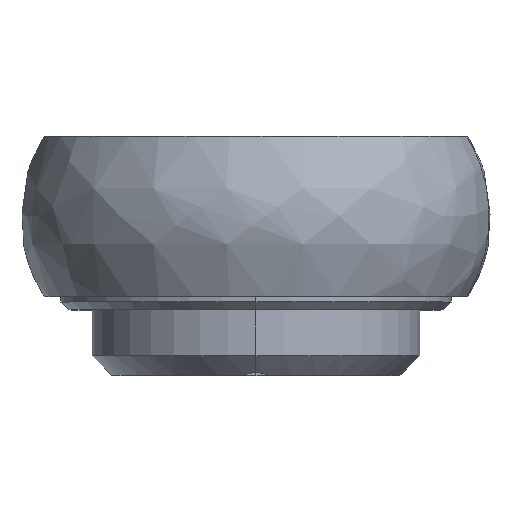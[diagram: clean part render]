
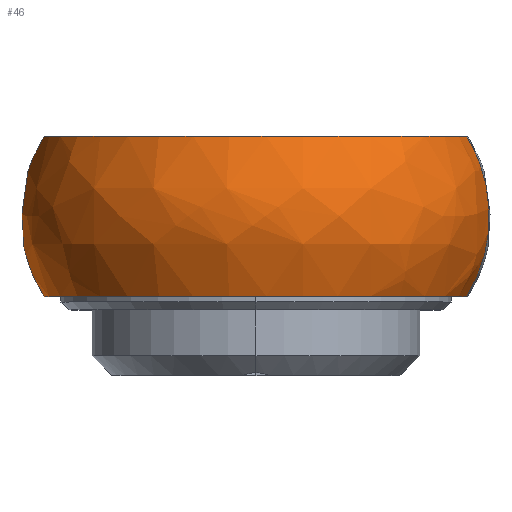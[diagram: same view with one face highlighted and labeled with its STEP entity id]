
A CAD part, top view. The second image highlights one B-rep face of the part: STEP entity #46.
In plain terms, the highlighted free-form (B-spline) face has degree [3, 3] with [4, 4] control points.
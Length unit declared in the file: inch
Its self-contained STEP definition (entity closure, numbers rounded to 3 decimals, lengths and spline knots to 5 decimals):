
#46 = ADVANCED_FACE ( 'NONE', ( #14315 ), #14272, .T. ) ;
#517 = CARTESIAN_POINT ( 'NONE',  ( 0.91802, -0.12361, 0.11703 ) ) ;
#621 = VERTEX_POINT ( 'NONE', #13073 ) ;
#761 = CARTESIAN_POINT ( 'NONE',  ( 0.91802, 0.12361, 0.11703 ) ) ;
#1066 = EDGE_CURVE ( 'NONE', #8325, #10217, #13039, .T. ) ;
#1079 = AXIS2_PLACEMENT_3D ( 'NONE', #14558, #9651, #7140 ) ;
#1786 = CARTESIAN_POINT ( 'NONE',  ( 0.59773, -0.305, 1.70684 ) ) ;
#2091 = ORIENTED_EDGE ( 'NONE', *, *, #1066, .F. ) ;
#3149 = EDGE_CURVE ( 'NONE', #14682, #8325, #6590, .T. ) ;
#4086 = CARTESIAN_POINT ( 'NONE',  ( -1.00683, -0.305, 1.50229 ) ) ;
#4131 = CARTESIAN_POINT ( 'NONE',  ( -0.91802, 0.12361, -0.11703 ) ) ;
#4265 = CARTESIAN_POINT ( 'NONE',  ( -0.91802, -0.12361, -0.11703 ) ) ;
#4656 = CARTESIAN_POINT ( 'NONE',  ( 0.80228, -0.305, 0.10228 ) ) ;
#5329 = DIRECTION ( 'NONE',  ( 0.126, 0., -0.992 ) ) ;
#5393 = CARTESIAN_POINT ( 'NONE',  ( 0.80228, 0.305, 0.10228 ) ) ;
#5436 = CARTESIAN_POINT ( 'NONE',  ( 0.91802, 0.12361, 0.11703 ) ) ;
#5693 = CARTESIAN_POINT ( 'NONE',  ( 0.91802, -0.12361, 0.11703 ) ) ;
#5728 = CARTESIAN_POINT ( 'NONE',  ( 0.80228, -0.305, 0.10228 ) ) ;
#5749 = CARTESIAN_POINT ( 'NONE',  ( 0.80228, -0.305, 0.10228 ) ) ;
#6523 = CARTESIAN_POINT ( 'NONE',  ( 0.68396, -0.12361, 1.95306 ) ) ;
#6590 = CIRCLE ( 'NONE', #1079, 0.80878 ) ;
#6622 = CARTESIAN_POINT ( 'NONE',  ( -1.15208, -0.12361, 1.719 ) ) ;
#7029 = CARTESIAN_POINT ( 'NONE',  ( -0.91802, 0.12361, -0.11703 ) ) ;
#7140 = DIRECTION ( 'NONE',  ( 0.126, 0., -0.992 ) ) ;
#7694 = CARTESIAN_POINT ( 'NONE',  ( -1.00683, 0.305, 1.50229 ) ) ;
#7890 = CARTESIAN_POINT ( 'NONE',  ( 0.59773, 0.305, 1.70684 ) ) ;
#8325 = VERTEX_POINT ( 'NONE', #8841 ) ;
#8429 = CARTESIAN_POINT ( 'NONE',  ( -0.80228, 0.305, -0.10228 ) ) ;
#8841 = CARTESIAN_POINT ( 'NONE',  ( -0.80228, -0.305, -0.10228 ) ) ;
#9058 = CARTESIAN_POINT ( 'NONE',  ( -0.80228, 0.305, -0.10228 ) ) ;
#9063 = ORIENTED_EDGE ( 'NONE', *, *, #13050, .T. ) ;
#9106 = ORIENTED_EDGE ( 'NONE', *, *, #13636, .T. ) ;
#9107 = CARTESIAN_POINT ( 'NONE',  ( 0.68396, 0.12361, 1.95306 ) ) ;
#9306 = CARTESIAN_POINT ( 'NONE',  ( 0.80228, 0.305, 0.10228 ) ) ;
#9538 = CARTESIAN_POINT ( 'NONE',  ( -0.91802, -0.12361, -0.11703 ) ) ;
#9607 = CARTESIAN_POINT ( 'NONE',  ( -0.80228, 0.305, -0.10228 ) ) ;
#9651 = DIRECTION ( 'NONE',  ( 0., -1., 0. ) ) ;
#10217 = VERTEX_POINT ( 'NONE', #9607 ) ;
#11399 = CARTESIAN_POINT ( 'NONE',  ( 0., 0.305, 0. ) ) ;
#12091 = EDGE_LOOP ( 'NONE', ( #2091, #13488, #9063, #9106 ) ) ;
#12115 = B_SPLINE_CURVE_WITH_KNOTS ( 'NONE', 3,
 ( #5749, #5693, #761, #9306 ),
 .UNSPECIFIED., .F., .F.,
 ( 4, 4 ),
 ( 0., 1. ),
 .UNSPECIFIED. ) ;
#12566 = CARTESIAN_POINT ( 'NONE',  ( -0.80228, -0.305, -0.10228 ) ) ;
#12607 = DIRECTION ( 'NONE',  ( 0., -1., 0. ) ) ;
#12835 = AXIS2_PLACEMENT_3D ( 'NONE', #11399, #12607, #5329 ) ;
#13039 = B_SPLINE_CURVE_WITH_KNOTS ( 'NONE', 3,
 ( #13241, #9538, #7029, #8429 ),
 .UNSPECIFIED., .F., .F.,
 ( 4, 4 ),
 ( 0., 1. ),
 .UNSPECIFIED. ) ;
#13050 = EDGE_CURVE ( 'NONE', #14682, #621, #12115, .T. ) ;
#13073 = CARTESIAN_POINT ( 'NONE',  ( 0.80228, 0.305, 0.10228 ) ) ;
#13241 = CARTESIAN_POINT ( 'NONE',  ( -0.80228, -0.305, -0.10228 ) ) ;
#13488 = ORIENTED_EDGE ( 'NONE', *, *, #3149, .F. ) ;
#13636 = EDGE_CURVE ( 'NONE', #621, #10217, #13642, .T. ) ;
#13642 = CIRCLE ( 'NONE', #12835, 0.80878 ) ;
#14272 =( BOUNDED_SURFACE ( )  B_SPLINE_SURFACE ( 3, 3, ( 
 ( #5728, #1786, #4086, #12566 ),
 ( #517, #6523, #6622, #4265 ),
 ( #5436, #9107, #15101, #4131 ),
 ( #5393, #7890, #7694, #9058 ) ),
 .UNSPECIFIED., .F., .F., .T. ) 
 B_SPLINE_SURFACE_WITH_KNOTS ( ( 4, 4 ),
 ( 4, 4 ),
 ( 0., 1. ),
 ( 0., 1. ),
 .UNSPECIFIED. ) 
 GEOMETRIC_REPRESENTATION_ITEM ( )  RATIONAL_B_SPLINE_SURFACE ( (
 ( 1., 0.333, 0.333, 1.),
 ( 1., 0.333, 0.333, 1.),
 ( 1., 0.333, 0.333, 1.),
 ( 1., 0.333, 0.333, 1.) ) ) 
 REPRESENTATION_ITEM ( '' )  SURFACE ( )  );
#14315 = FACE_OUTER_BOUND ( 'NONE', #12091, .T. ) ;
#14558 = CARTESIAN_POINT ( 'NONE',  ( 0., -0.305, 0. ) ) ;
#14682 = VERTEX_POINT ( 'NONE', #4656 ) ;
#15101 = CARTESIAN_POINT ( 'NONE',  ( -1.15208, 0.12361, 1.719 ) ) ;
